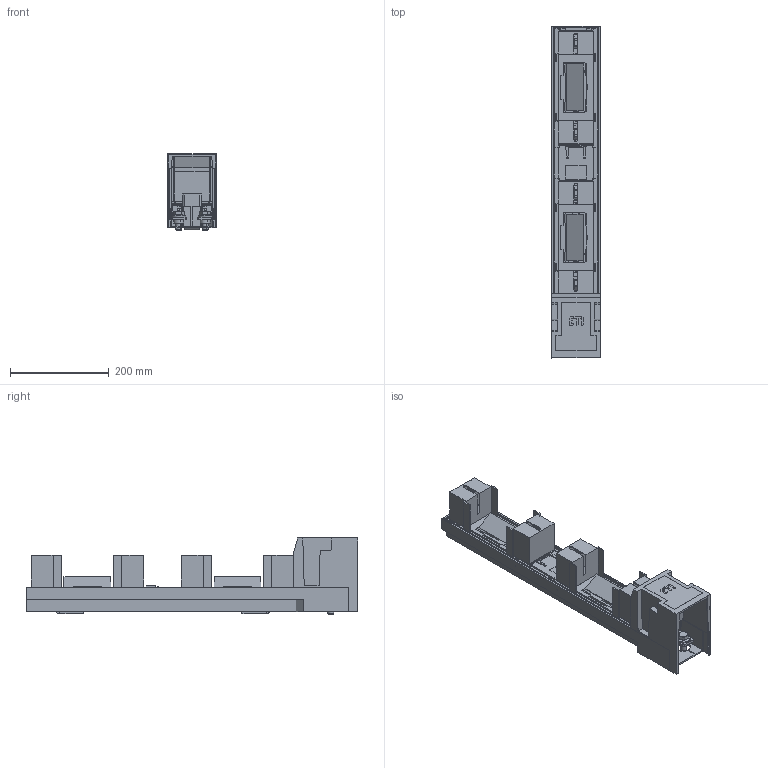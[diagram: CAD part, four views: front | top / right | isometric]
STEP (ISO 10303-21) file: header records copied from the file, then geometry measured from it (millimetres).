
FILE_DESCRIPTION((''),'2;1');
FILE_NAME('1_L3631850_L_NH-SICHERUNGSLEIST_ASM','2022-05-25T15:32:20',('klemen.sitar'),('Audax d.o.o.'),'CREO PARAMETRIC BY PTC INC, 2021304','CREO PARAMETRIC BY PTC INC, 2021304','');
FILE_SCHEMA(('AP242_MANAGED_MODEL_BASED_3D_ENGINEERING_MIM_LF { 1 0 10303 442 1 1 4 }'));
Length unit declared in the file: millimetre
Products named in the file (18): 33501_L02_TRAEGERTEIL_RR3_1_R3_; 54578_VERBINDUNGSWINKEL_R5_1_5_; 51271_VERBINDUNGSWINKEL_R5_1_5_; HAUPTKOERPER_NICHT_BENUTZ-10570; HAUPTKOERPER_NICHT_BENUTZ-15530; 158027_04_L_ANSCHLUSSSCHIENE_L2_ASM; HAUPTKOERPER_NICHT_BENUTZ-16292; HAUPTKOERPER_NICHT_BENUTZ-16969; 158656_04_L_ANSCHLUSSSCHIENE_L1_ASM; 61246_SETZMUTTER_M12_1_R8_1_8_1; 66905_SPANNSCHEIBE_DIN_6796_12_; 68276_SECHSKANTSCHRAUBE_M12X30_; 155944_L_DELTAKONTAKT_R3_1_3_1; 34152_L_KONTAKTHAUBE_PV_R2_1_2_; 32998_L_ANSCHLUSSRAUMABDECKUNG_; 34154_L_BESCHRIFTUNGSFELDTRAEGE; ETI_LOGO; 1_L3631850_L_NH-SICHERUNGSLEIST_ASM
Assembly tree (24 placements, depth 3):
  1_L3631850_L_NH-SICHERUNGSLEIST_ASM
    33501_L02_TRAEGERTEIL_RR3_1_R3_
    54578_VERBINDUNGSWINKEL_R5_1_5_
    51271_VERBINDUNGSWINKEL_R5_1_5_
    158027_04_L_ANSCHLUSSSCHIENE_L2_ASM
      HAUPTKOERPER_NICHT_BENUTZ-10570
      HAUPTKOERPER_NICHT_BENUTZ-15530
    158656_04_L_ANSCHLUSSSCHIENE_L1_ASM
      HAUPTKOERPER_NICHT_BENUTZ-16292
      HAUPTKOERPER_NICHT_BENUTZ-16969
    61246_SETZMUTTER_M12_1_R8_1_8_1  x2
    66905_SPANNSCHEIBE_DIN_6796_12_  x2
    68276_SECHSKANTSCHRAUBE_M12X30_  x2
    155944_L_DELTAKONTAKT_R3_1_3_1  x4
    34152_L_KONTAKTHAUBE_PV_R2_1_2_  x2
    32998_L_ANSCHLUSSRAUMABDECKUNG_
    34154_L_BESCHRIFTUNGSFELDTRAEGE
    ETI_LOGO
Bounding box: 99 x 673.41 x 154.31 mm (x, y, z)
Volume: 1053502.4 mm3; surface area: 844908.4 mm2
Topology: 24 solids, 24 shells, 1534 faces, 4406 edges, 2923 vertices
Faces by surface type: plane 1117, cylinder 377, cone 32, bspline 8
Entity records: 58601 total; most frequent: CARTESIAN_POINT 7270, ORIENTED_EDGE 6606, DIRECTION 6346, PRESENTATION_STYLE_ASSIGNMENT 4496, STYLED_ITEM 4496, CURVE_STYLE 3322, EDGE_CURVE 3303, VECTOR 2628
